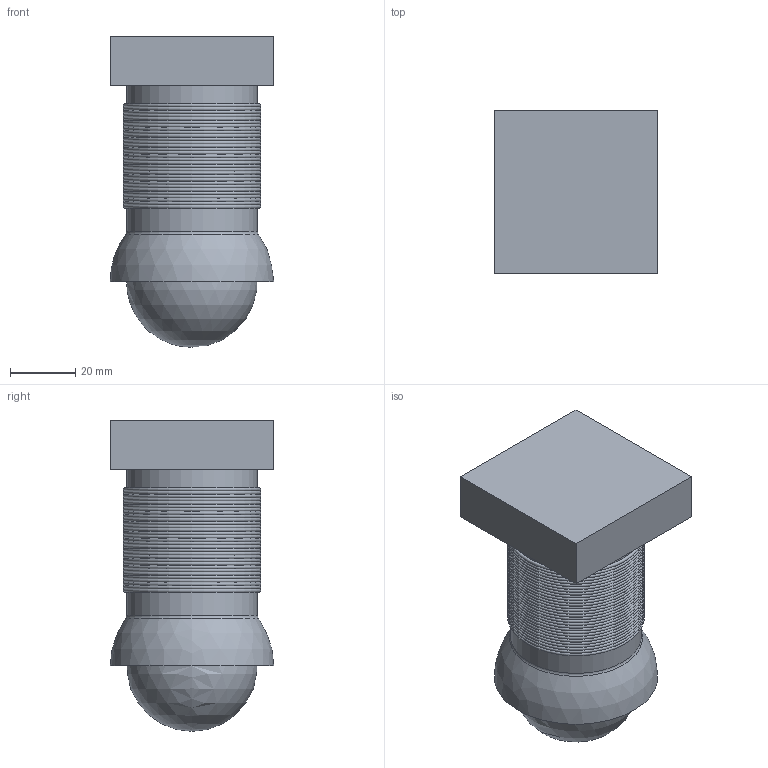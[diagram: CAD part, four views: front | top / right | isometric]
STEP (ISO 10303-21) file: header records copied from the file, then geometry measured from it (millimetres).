
FILE_DESCRIPTION(/* description */ (''),/* implementation_level */ '2;1');
FILE_NAME(/* name */ 'Caster Wheel v13.step',/* time_stamp */ '2022-02-24T17:31:13+05:00',/* author */ (''),/* organization */ (''),/* preprocessor_version */ 'ST-DEVELOPER v18.1',/* originating_system */ 'Autodesk Translation Framework v10.13.0.1454',/* authorisation */ '');
FILE_SCHEMA (('AUTOMOTIVE_DESIGN { 1 0 10303 214 3 1 1 }'));
Length unit declared in the file: millimetre
Products named in the file (1): Caster Wheel
Bounding box: 50 x 50 x 95 mm (x, y, z)
Volume: 111560 mm3; surface area: 41908 mm2
Topology: 34 solids, 34 shells, 46 faces, 95 edges, 53 vertices
Faces by surface type: torus 32, plane 8, sphere 4, cylinder 2
Full cylindrical faces by diameter (mm): 30 x1, 40 x1
Entity records: 1346 total; most frequent: DIRECTION 262, CARTESIAN_POINT 191, ORIENTED_EDGE 182, AXIS2_PLACEMENT_3D 124, EDGE_CURVE 91, CIRCLE 77, VERTEX_POINT 53, EDGE_LOOP 48
